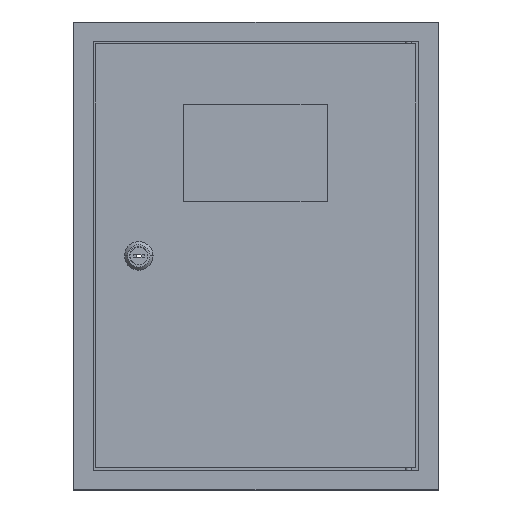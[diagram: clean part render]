
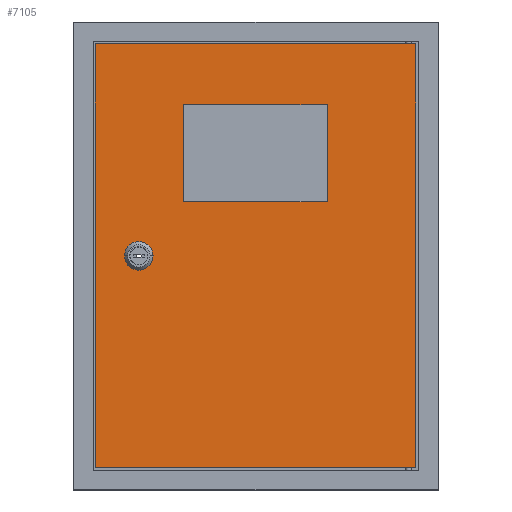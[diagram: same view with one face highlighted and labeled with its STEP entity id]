
A CAD part, top view. The second image highlights one B-rep face of the part: STEP entity #7105.
In plain terms, the highlighted planar face has unit normal (0, 0, 1).
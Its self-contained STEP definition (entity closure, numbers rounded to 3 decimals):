
#32 = LINE ( 'NONE', #8018, #1148 ) ;
#240 = ORIENTED_EDGE ( 'NONE', *, *, #11809, .T. ) ;
#268 = AXIS2_PLACEMENT_3D ( 'NONE', #3380, #9460, #5432 ) ;
#354 = LINE ( 'NONE', #6259, #4508 ) ;
#605 = CARTESIAN_POINT ( 'NONE',  ( 96., 0., 1. ) ) ;
#637 = DIRECTION ( 'NONE',  ( 1., 0., 0. ) ) ;
#728 = CARTESIAN_POINT ( 'NONE',  ( -59., -124.5, 1. ) ) ;
#792 = VECTOR ( 'NONE', #5778, 1000. ) ;
#886 = AXIS2_PLACEMENT_3D ( 'NONE', #605, #9755, #637 ) ;
#897 = LINE ( 'NONE', #7623, #12611 ) ;
#981 = CARTESIAN_POINT ( 'NONE',  ( 59., -124.5, 1. ) ) ;
#1148 = VECTOR ( 'NONE', #11086, 1000. ) ;
#1441 = LINE ( 'NONE', #7721, #792 ) ;
#1640 = ORIENTED_EDGE ( 'NONE', *, *, #6161, .T. ) ;
#1845 = EDGE_LOOP ( 'NONE', ( #12443, #4235, #7819, #11004 ) ) ;
#2104 = EDGE_CURVE ( 'NONE', #11906, #8576, #10650, .T. ) ;
#2435 = CARTESIAN_POINT ( 'NONE',  ( 132., 174.5, 1. ) ) ;
#2553 = VERTEX_POINT ( 'NONE', #8533 ) ;
#2592 = VERTEX_POINT ( 'NONE', #10604 ) ;
#2696 = LINE ( 'NONE', #2435, #12013 ) ;
#2728 = VERTEX_POINT ( 'NONE', #5863 ) ;
#3163 = CARTESIAN_POINT ( 'NONE',  ( 132., 174.5, 1. ) ) ;
#3182 = PLANE ( 'NONE',  #11767 ) ;
#3380 = CARTESIAN_POINT ( 'NONE',  ( 96., 0., 1. ) ) ;
#3801 = EDGE_CURVE ( 'NONE', #7269, #10321, #32, .T. ) ;
#3995 = CARTESIAN_POINT ( 'NONE',  ( 103.5, 0., 1. ) ) ;
#4212 = DIRECTION ( 'NONE',  ( 1., 0., 0. ) ) ;
#4235 = ORIENTED_EDGE ( 'NONE', *, *, #8389, .F. ) ;
#4457 = VERTEX_POINT ( 'NONE', #728 ) ;
#4491 = ORIENTED_EDGE ( 'NONE', *, *, #9547, .F. ) ;
#4508 = VECTOR ( 'NONE', #12198, 1000. ) ;
#4823 = EDGE_CURVE ( 'NONE', #4457, #12953, #4984, .T. ) ;
#4984 = LINE ( 'NONE', #8323, #5296 ) ;
#5242 = CARTESIAN_POINT ( 'NONE',  ( 0., 0., 1. ) ) ;
#5248 = CIRCLE ( 'NONE', #886, 7.5 ) ;
#5296 = VECTOR ( 'NONE', #9338, 1000. ) ;
#5432 = DIRECTION ( 'NONE',  ( 1., 0., 0. ) ) ;
#5442 = ORIENTED_EDGE ( 'NONE', *, *, #2104, .F. ) ;
#5541 = FACE_BOUND ( 'NONE', #1845, .T. ) ;
#5577 = EDGE_CURVE ( 'NONE', #2728, #2592, #1441, .T. ) ;
#5778 = DIRECTION ( 'NONE',  ( -1., 0., 0. ) ) ;
#5863 = CARTESIAN_POINT ( 'NONE',  ( 59., -44.5, 1. ) ) ;
#6161 = EDGE_CURVE ( 'NONE', #10321, #11531, #2696, .T. ) ;
#6259 = CARTESIAN_POINT ( 'NONE',  ( -59., -44.5, 1. ) ) ;
#6680 = CARTESIAN_POINT ( 'NONE',  ( -132., 174.5, 1. ) ) ;
#6689 = DIRECTION ( 'NONE',  ( 0., 1., 0. ) ) ;
#6914 = CARTESIAN_POINT ( 'NONE',  ( -132., -174.5, 1. ) ) ;
#7105 = ADVANCED_FACE ( 'NONE', ( #11507, #8973, #5541 ), #3182, .T. ) ;
#7269 = VERTEX_POINT ( 'NONE', #6914 ) ;
#7623 = CARTESIAN_POINT ( 'NONE',  ( 59., -44.5, 1. ) ) ;
#7721 = CARTESIAN_POINT ( 'NONE',  ( -59., -44.5, 1. ) ) ;
#7819 = ORIENTED_EDGE ( 'NONE', *, *, #5577, .F. ) ;
#7955 = EDGE_CURVE ( 'NONE', #12953, #2728, #897, .T. ) ;
#8018 = CARTESIAN_POINT ( 'NONE',  ( -132., -174.5, 1. ) ) ;
#8172 = ORIENTED_EDGE ( 'NONE', *, *, #8520, .T. ) ;
#8313 = VECTOR ( 'NONE', #12711, 1000. ) ;
#8323 = CARTESIAN_POINT ( 'NONE',  ( -59., -124.5, 1. ) ) ;
#8389 = EDGE_CURVE ( 'NONE', #2592, #4457, #354, .T. ) ;
#8520 = EDGE_CURVE ( 'NONE', #11531, #2553, #13074, .T. ) ;
#8533 = CARTESIAN_POINT ( 'NONE',  ( -132., 174.5, 1. ) ) ;
#8576 = VERTEX_POINT ( 'NONE', #11660 ) ;
#8617 = DIRECTION ( 'NONE',  ( 0., 1., 0. ) ) ;
#8713 = CARTESIAN_POINT ( 'NONE',  ( -132., 174.5, 1. ) ) ;
#8973 = FACE_OUTER_BOUND ( 'NONE', #10538, .T. ) ;
#9117 = CARTESIAN_POINT ( 'NONE',  ( 132., -174.5, 1. ) ) ;
#9338 = DIRECTION ( 'NONE',  ( 1., 0., 0. ) ) ;
#9460 = DIRECTION ( 'NONE',  ( 0., 0., 1. ) ) ;
#9547 = EDGE_CURVE ( 'NONE', #8576, #11906, #5248, .T. ) ;
#9755 = DIRECTION ( 'NONE',  ( 0., 0., 1. ) ) ;
#10032 = EDGE_LOOP ( 'NONE', ( #5442, #4491 ) ) ;
#10238 = DIRECTION ( 'NONE',  ( 0., 0., 1. ) ) ;
#10321 = VERTEX_POINT ( 'NONE', #9117 ) ;
#10363 = VECTOR ( 'NONE', #11736, 1000. ) ;
#10379 = LINE ( 'NONE', #8713, #8313 ) ;
#10538 = EDGE_LOOP ( 'NONE', ( #240, #12467, #1640, #8172 ) ) ;
#10604 = CARTESIAN_POINT ( 'NONE',  ( -59., -44.5, 1. ) ) ;
#10650 = CIRCLE ( 'NONE', #268, 7.5 ) ;
#11004 = ORIENTED_EDGE ( 'NONE', *, *, #7955, .F. ) ;
#11086 = DIRECTION ( 'NONE',  ( 1., 0., 0. ) ) ;
#11507 = FACE_BOUND ( 'NONE', #10032, .T. ) ;
#11531 = VERTEX_POINT ( 'NONE', #3163 ) ;
#11660 = CARTESIAN_POINT ( 'NONE',  ( 88.5, 0., 1. ) ) ;
#11736 = DIRECTION ( 'NONE',  ( -1., 0., 0. ) ) ;
#11767 = AXIS2_PLACEMENT_3D ( 'NONE', #5242, #10238, #4212 ) ;
#11809 = EDGE_CURVE ( 'NONE', #2553, #7269, #10379, .T. ) ;
#11906 = VERTEX_POINT ( 'NONE', #3995 ) ;
#12013 = VECTOR ( 'NONE', #6689, 1000. ) ;
#12198 = DIRECTION ( 'NONE',  ( 0., -1., 0. ) ) ;
#12443 = ORIENTED_EDGE ( 'NONE', *, *, #4823, .F. ) ;
#12467 = ORIENTED_EDGE ( 'NONE', *, *, #3801, .T. ) ;
#12611 = VECTOR ( 'NONE', #8617, 1000. ) ;
#12711 = DIRECTION ( 'NONE',  ( 0., -1., 0. ) ) ;
#12953 = VERTEX_POINT ( 'NONE', #981 ) ;
#13074 = LINE ( 'NONE', #6680, #10363 ) ;
